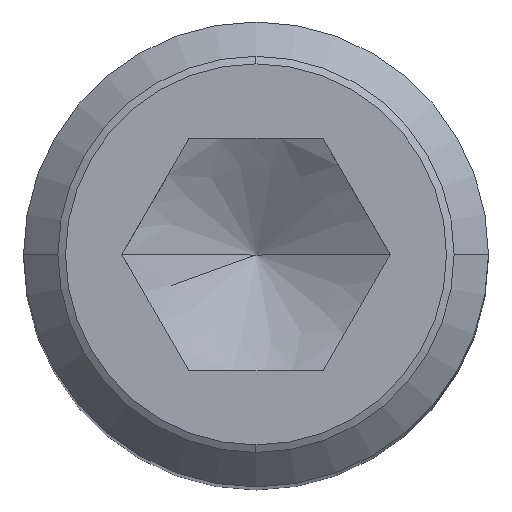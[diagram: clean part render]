
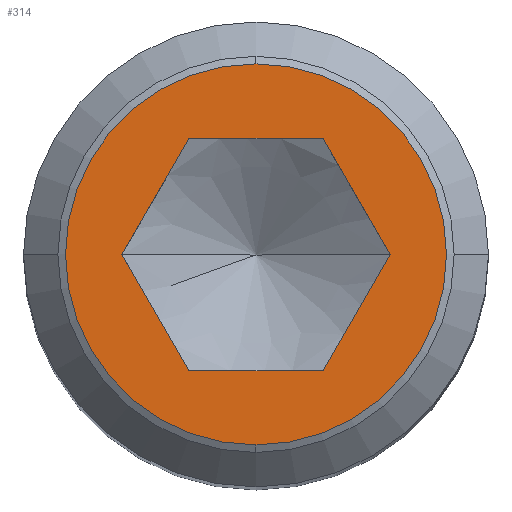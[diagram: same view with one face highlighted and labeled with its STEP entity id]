
A CAD part, top view. The second image highlights one B-rep face of the part: STEP entity #314.
In plain terms, the highlighted planar face has unit normal (0, 0, 1).
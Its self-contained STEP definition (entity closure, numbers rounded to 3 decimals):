
#164=VERTEX_POINT('',#384);
#166=EDGE_CURVE('',#170,#214,#386,.T.);
#170=VERTEX_POINT('',#391);
#180=VERTEX_POINT('',#402);
#214=VERTEX_POINT('',#441);
#216=EDGE_CURVE('',#214,#296,#443,.T.);
#218=EDGE_CURVE('',#164,#180,#445,.T.);
#220=EDGE_CURVE('',#268,#170,#447,.T.);
#242=EDGE_CURVE('',#266,#268,#473,.T.);
#256=EDGE_CURVE('',#318,#266,#489,.T.);
#266=VERTEX_POINT('',#500);
#268=VERTEX_POINT('',#502);
#294=EDGE_CURVE('',#296,#318,#531,.T.);
#296=VERTEX_POINT('',#533);
#314=ADVANCED_FACE('',(#552,#553),#554,.T.);
#318=VERTEX_POINT('',#558);
#328=EDGE_CURVE('',#180,#164,#568,.T.);
#384=CARTESIAN_POINT('',(0.,-2.459,0.));
#386=LINE('',#650,#651);
#391=CARTESIAN_POINT('',(-0.866,1.5,0.));
#402=CARTESIAN_POINT('',(0.,2.459,0.));
#441=CARTESIAN_POINT('',(0.866,1.5,0.));
#443=LINE('',#743,#744);
#445=CIRCLE('',#747,2.459);
#447=LINE('',#750,#751);
#473=LINE('',#792,#793);
#489=LINE('',#816,#817);
#500=CARTESIAN_POINT('',(-0.866,-1.5,0.));
#502=CARTESIAN_POINT('',(-1.732,0.0,0.));
#531=LINE('',#868,#869);
#533=CARTESIAN_POINT('',(1.732,0.0,0.));
#552=FACE_BOUND('',#892,.T.);
#553=FACE_OUTER_BOUND('',#893,.T.);
#554=PLANE('',#894);
#558=CARTESIAN_POINT('',(0.866,-1.5,0.));
#568=CIRCLE('',#922,2.459);
#650=CARTESIAN_POINT('',(0.433,1.5,0.));
#651=VECTOR('',#962,1.0);
#743=CARTESIAN_POINT('',(1.516,0.375,0.));
#744=VECTOR('',#1033,1.0);
#747=AXIS2_PLACEMENT_3D('',#1034,#1035,#1036);
#750=CARTESIAN_POINT('',(-1.083,1.125,0.));
#751=VECTOR('',#1037,1.0);
#792=CARTESIAN_POINT('',(-1.516,-0.375,0.));
#793=VECTOR('',#1075,1.0);
#816=CARTESIAN_POINT('',(-0.433,-1.5,0.));
#817=VECTOR('',#1098,1.0);
#868=CARTESIAN_POINT('',(1.083,-1.125,0.));
#869=VECTOR('',#1145,1.0);
#892=EDGE_LOOP('',(#1160,#1161,#1162,#1163,#1164,#1165));
#893=EDGE_LOOP('',(#1166,#1167));
#894=AXIS2_PLACEMENT_3D('',#1168,#1169,#1170);
#922=AXIS2_PLACEMENT_3D('',#1175,#1176,#1177);
#962=DIRECTION('',(1.0,0.0,0.0));
#1033=DIRECTION('',(0.5,-0.866,0.));
#1034=CARTESIAN_POINT('',(0.,0.,0.));
#1035=DIRECTION('',(0.0,0.0,1.0));
#1036=DIRECTION('',(0.,1.0,0.0));
#1037=DIRECTION('',(0.5,0.866,0.));
#1075=DIRECTION('',(-0.5,0.866,0.));
#1098=DIRECTION('',(-1.0,0.0,0.0));
#1145=DIRECTION('',(-0.5,-0.866,0.));
#1160=ORIENTED_EDGE('',*,*,#242,.T.);
#1161=ORIENTED_EDGE('',*,*,#220,.T.);
#1162=ORIENTED_EDGE('',*,*,#166,.T.);
#1163=ORIENTED_EDGE('',*,*,#216,.T.);
#1164=ORIENTED_EDGE('',*,*,#294,.T.);
#1165=ORIENTED_EDGE('',*,*,#256,.T.);
#1166=ORIENTED_EDGE('',*,*,#328,.T.);
#1167=ORIENTED_EDGE('',*,*,#218,.T.);
#1168=CARTESIAN_POINT('',(-2.116,0.,0.));
#1169=DIRECTION('',(0.0,0.0,1.0));
#1170=DIRECTION('',(-1.0,0.,0.0));
#1175=CARTESIAN_POINT('',(0.,0.,0.));
#1176=DIRECTION('',(0.0,0.0,1.0));
#1177=DIRECTION('',(0.,1.0,0.0));
